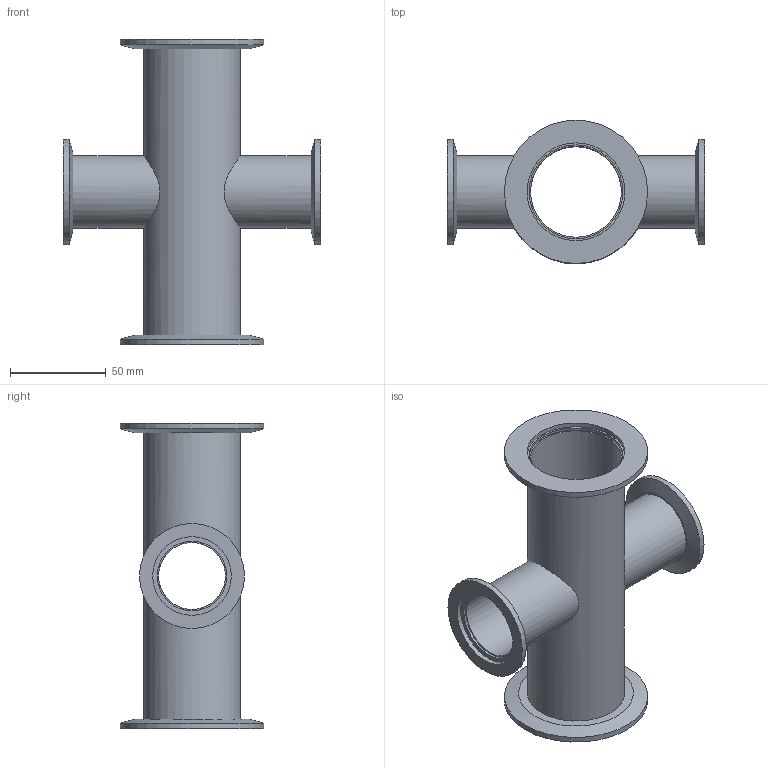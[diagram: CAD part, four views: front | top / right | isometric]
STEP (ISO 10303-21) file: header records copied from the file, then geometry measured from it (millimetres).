
FILE_DESCRIPTION(/* description */ (''),/* implementation_level */ '2;1');
FILE_NAME(/* name */ 'FL-R4X50-40KF.stp',/* time_stamp */ '2019-01-28T16:21:38+00:00',/* author */ ('paul'),/* organization */ (''),/* preprocessor_version */ 'ST-DEVELOPER v17.2',/* originating_system */ 'Autodesk Inventor 2019',/* authorisation */ '');
FILE_SCHEMA (('AUTOMOTIVE_DESIGN { 1 0 10303 214 3 1 1 }'));
Length unit declared in the file: millimetre
Products named in the file (5): FL-RT50-40KF; Main tube; FL-50KF-51W; side tube; FL-40KF-38W
Assembly tree (7 placements, depth 2):
  FL-RT50-40KF
    Main tube
    side tube  x2
    FL-50KF-51W  x2
    FL-40KF-38W  x2
Bounding box: 134.6 x 75 x 160 mm (x, y, z)
Volume: 79279.1 mm3; surface area: 84866.3 mm2
Topology: 7 solids, 7 shells, 50 faces, 131 edges, 101 vertices
Faces by surface type: cylinder 26, plane 20, cone 4
Full cylindrical faces by diameter (mm): 35 x2, 36.4 x2, 38.1 x4, 38.4 x2, 41.2 x2, 47.6 x1, 49.1 x2, 50.8 x1, 51 x2, 51.2 x2, 55 x2, 75 x2
Entity records: 1528 total; most frequent: CARTESIAN_POINT 567, DIRECTION 182, ORIENTED_EDGE 152, AXIS2_PLACEMENT_3D 82, EDGE_CURVE 76, VERTEX_POINT 58, CIRCLE 42, EDGE_LOOP 42
